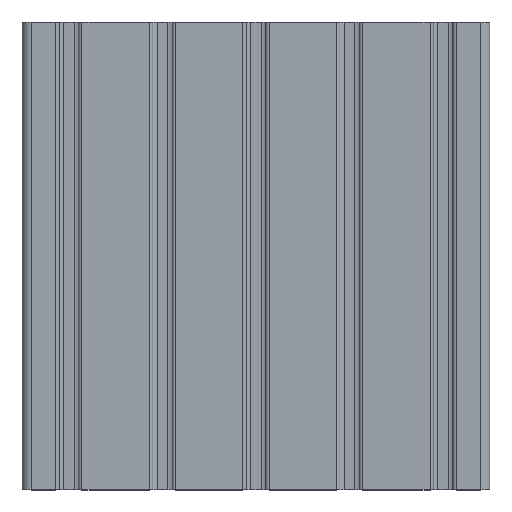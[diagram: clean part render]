
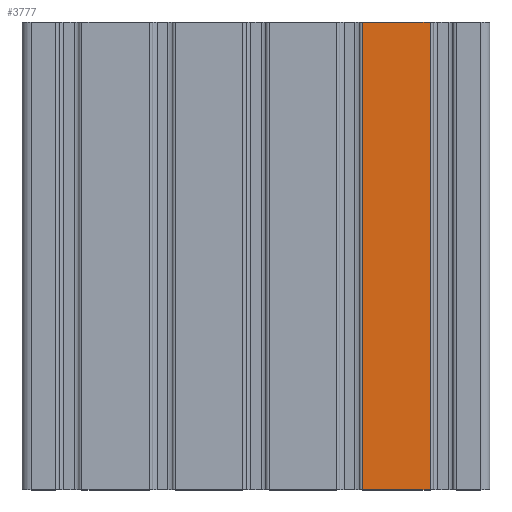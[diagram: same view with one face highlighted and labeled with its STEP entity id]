
A CAD part, top view. The second image highlights one B-rep face of the part: STEP entity #3777.
In plain terms, the highlighted planar face has unit normal (0, 0, 1).
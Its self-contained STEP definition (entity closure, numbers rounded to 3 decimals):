
#22 = EDGE_CURVE ( 'NONE', #1104, #4753, #2231, .T. ) ;
#161 = ORIENTED_EDGE ( 'NONE', *, *, #22, .F. ) ;
#442 = VECTOR ( 'NONE', #7494, 1000. ) ;
#597 = VECTOR ( 'NONE', #1896, 1000. ) ;
#1083 = CARTESIAN_POINT ( 'NONE',  ( 0., 200., 20. ) ) ;
#1104 = VERTEX_POINT ( 'NONE', #1819 ) ;
#1381 = EDGE_LOOP ( 'NONE', ( #5425, #1479, #161, #7630 ) ) ;
#1386 = CARTESIAN_POINT ( 'NONE',  ( 74.4, 0., 20. ) ) ;
#1479 = ORIENTED_EDGE ( 'NONE', *, *, #8799, .F. ) ;
#1505 = CARTESIAN_POINT ( 'NONE',  ( 45.6, 0., 20. ) ) ;
#1694 = CARTESIAN_POINT ( 'NONE',  ( 45.6, 0., 20. ) ) ;
#1819 = CARTESIAN_POINT ( 'NONE',  ( 45.6, 200., 20. ) ) ;
#1837 = FACE_OUTER_BOUND ( 'NONE', #1381, .T. ) ;
#1896 = DIRECTION ( 'NONE',  ( 1., 0., 0. ) ) ;
#2231 = LINE ( 'NONE', #1083, #597 ) ;
#2748 = LINE ( 'NONE', #5361, #442 ) ;
#3634 = DIRECTION ( 'NONE',  ( 1., 0., 0. ) ) ;
#3777 = ADVANCED_FACE ( 'NONE', ( #1837 ), #4281, .T. ) ;
#3780 = EDGE_CURVE ( 'NONE', #6972, #6851, #6267, .T. ) ;
#4071 = VECTOR ( 'NONE', #6416, 1000. ) ;
#4281 = PLANE ( 'NONE',  #7693 ) ;
#4359 = DIRECTION ( 'NONE',  ( 0., 0., 1. ) ) ;
#4753 = VERTEX_POINT ( 'NONE', #6983 ) ;
#4924 = VECTOR ( 'NONE', #7353, 1000. ) ;
#5361 = CARTESIAN_POINT ( 'NONE',  ( 74.4, 0., 20. ) ) ;
#5425 = ORIENTED_EDGE ( 'NONE', *, *, #3780, .T. ) ;
#6043 = CARTESIAN_POINT ( 'NONE',  ( 45.6, 0., 20. ) ) ;
#6267 = LINE ( 'NONE', #1505, #4071 ) ;
#6416 = DIRECTION ( 'NONE',  ( 1., 0., 0. ) ) ;
#6851 = VERTEX_POINT ( 'NONE', #1386 ) ;
#6972 = VERTEX_POINT ( 'NONE', #6043 ) ;
#6983 = CARTESIAN_POINT ( 'NONE',  ( 74.4, 200., 20. ) ) ;
#7083 = EDGE_CURVE ( 'NONE', #1104, #6972, #8680, .T. ) ;
#7353 = DIRECTION ( 'NONE',  ( 0., -1., 0. ) ) ;
#7494 = DIRECTION ( 'NONE',  ( 0., -1., 0. ) ) ;
#7630 = ORIENTED_EDGE ( 'NONE', *, *, #7083, .T. ) ;
#7693 = AXIS2_PLACEMENT_3D ( 'NONE', #7888, #4359, #3634 ) ;
#7888 = CARTESIAN_POINT ( 'NONE',  ( 45.6, 0., 20. ) ) ;
#8680 = LINE ( 'NONE', #1694, #4924 ) ;
#8799 = EDGE_CURVE ( 'NONE', #4753, #6851, #2748, .T. ) ;
